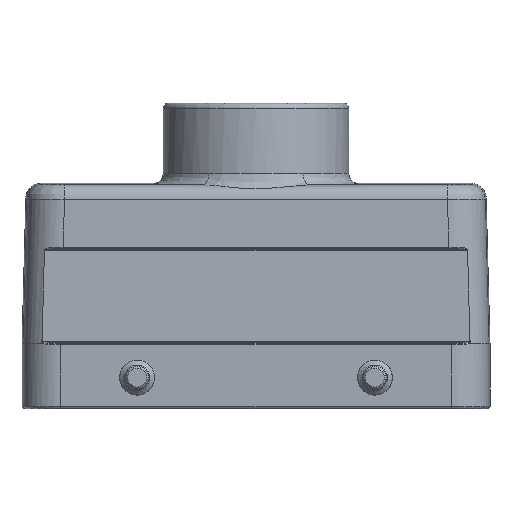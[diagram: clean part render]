
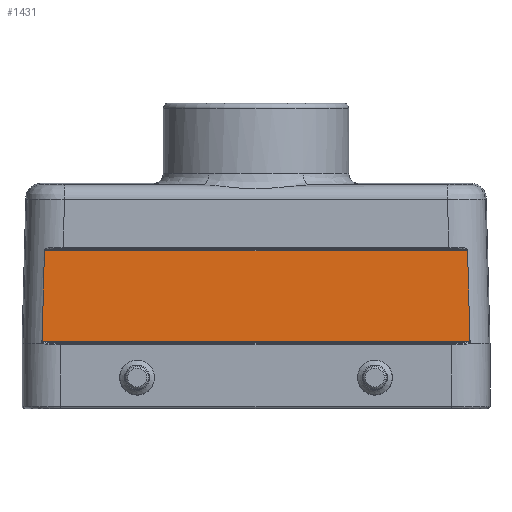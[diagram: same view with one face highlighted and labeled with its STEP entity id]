
A CAD part, front view. The second image highlights one B-rep face of the part: STEP entity #1431.
In plain terms, the highlighted planar face has unit normal (0, -1, 0.024).
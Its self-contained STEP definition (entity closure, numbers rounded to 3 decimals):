
#1133=FACE_OUTER_BOUND('',#2260,.T.);
#1431=ADVANCED_FACE('',(#1133),#1786,.T.);
#1786=PLANE('',#9700);
#2260=EDGE_LOOP('',(#2957,#2958,#2959,#2960,#2961,#2962,#2963,#2964));
#2957=ORIENTED_EDGE('',*,*,#5051,.T.);
#2958=ORIENTED_EDGE('',*,*,#5052,.T.);
#2959=ORIENTED_EDGE('',*,*,#5053,.F.);
#2960=ORIENTED_EDGE('',*,*,#5054,.T.);
#2961=ORIENTED_EDGE('',*,*,#5055,.T.);
#2962=ORIENTED_EDGE('',*,*,#5056,.T.);
#2963=ORIENTED_EDGE('',*,*,#5057,.F.);
#2964=ORIENTED_EDGE('',*,*,#5058,.T.);
#4528=VERTEX_POINT('',#14123);
#4529=VERTEX_POINT('',#14124);
#4530=VERTEX_POINT('',#14138);
#4531=VERTEX_POINT('',#14140);
#4532=VERTEX_POINT('',#14154);
#4533=VERTEX_POINT('',#14156);
#4534=VERTEX_POINT('',#14170);
#4535=VERTEX_POINT('',#14172);
#5051=EDGE_CURVE('',#4528,#4529,#7590,.T.);
#5052=EDGE_CURVE('',#4529,#4530,#6044,.T.);
#5053=EDGE_CURVE('',#4531,#4530,#7591,.T.);
#5054=EDGE_CURVE('',#4531,#4532,#6045,.T.);
#5055=EDGE_CURVE('',#4532,#4533,#7592,.T.);
#5056=EDGE_CURVE('',#4533,#4534,#6046,.T.);
#5057=EDGE_CURVE('',#4535,#4534,#7593,.T.);
#5058=EDGE_CURVE('',#4535,#4528,#6047,.T.);
#6044=B_SPLINE_CURVE_WITH_KNOTS('',3,(#14125,#14126,#14127,#14128,#14129,
#14130,#14131,#14132,#14133,#14134,#14135,#14136,#14137),.UNSPECIFIED.,
 .F.,.F.,(4,3,3,3,4),(0.,0.015,0.145,0.533,
1.),.UNSPECIFIED.);
#6045=B_SPLINE_CURVE_WITH_KNOTS('',3,(#14141,#14142,#14143,#14144,#14145,
#14146,#14147,#14148,#14149,#14150,#14151,#14152,#14153),.UNSPECIFIED.,
 .F.,.F.,(4,3,3,3,4),(0.,0.514,0.891,0.985,
1.),.UNSPECIFIED.);
#6046=B_SPLINE_CURVE_WITH_KNOTS('',3,(#14157,#14158,#14159,#14160,#14161,
#14162,#14163,#14164,#14165,#14166,#14167,#14168,#14169),.UNSPECIFIED.,
 .F.,.F.,(4,3,3,3,4),(0.,0.015,0.109,0.486,
1.),.UNSPECIFIED.);
#6047=B_SPLINE_CURVE_WITH_KNOTS('',3,(#14173,#14174,#14175,#14176,#14177,
#14178,#14179,#14180,#14181,#14182,#14183,#14184,#14185),.UNSPECIFIED.,
 .F.,.F.,(4,3,3,3,4),(0.,0.467,0.855,0.985,
1.),.UNSPECIFIED.);
#7590=LINE('',#14122,#8153);
#7591=LINE('',#14139,#8154);
#7592=LINE('',#14155,#8155);
#7593=LINE('',#14171,#8156);
#8153=VECTOR('',#10576,1.);
#8154=VECTOR('',#10577,1.);
#8155=VECTOR('',#10578,1.);
#8156=VECTOR('',#10579,1.);
#9700=AXIS2_PLACEMENT_3D('',#14186,#10580,#10581);
#10576=DIRECTION('',(-1.,0.,0.));
#10577=DIRECTION('',(0.026,0.024,0.999));
#10578=DIRECTION('',(1.,0.,0.));
#10579=DIRECTION('',(0.026,-0.024,-0.999));
#10580=DIRECTION('',(0.,-1.,0.024));
#10581=DIRECTION('',(0.,0.024,1.));
#14122=CARTESIAN_POINT('',(-42.264,-20.06,22.417));
#14123=CARTESIAN_POINT('',(42.189,-20.06,22.417));
#14124=CARTESIAN_POINT('',(-42.189,-20.06,22.417));
#14125=CARTESIAN_POINT('',(-42.189,-20.06,22.417));
#14126=CARTESIAN_POINT('',(-42.19,-20.06,22.416));
#14127=CARTESIAN_POINT('',(-42.191,-20.06,22.415));
#14128=CARTESIAN_POINT('',(-42.192,-20.06,22.414));
#14129=CARTESIAN_POINT('',(-42.199,-20.06,22.407));
#14130=CARTESIAN_POINT('',(-42.206,-20.06,22.399));
#14131=CARTESIAN_POINT('',(-42.212,-20.06,22.391));
#14132=CARTESIAN_POINT('',(-42.231,-20.061,22.368));
#14133=CARTESIAN_POINT('',(-42.246,-20.061,22.341));
#14134=CARTESIAN_POINT('',(-42.256,-20.062,22.312));
#14135=CARTESIAN_POINT('',(-42.269,-20.063,22.278));
#14136=CARTESIAN_POINT('',(-42.275,-20.064,22.241));
#14137=CARTESIAN_POINT('',(-42.276,-20.065,22.205));
#14138=CARTESIAN_POINT('',(-42.276,-20.065,22.205));
#14139=CARTESIAN_POINT('',(-42.752,-20.503,3.723));
#14140=CARTESIAN_POINT('',(-42.732,-20.485,4.492));
#14141=CARTESIAN_POINT('',(-42.732,-20.485,4.492));
#14142=CARTESIAN_POINT('',(-42.733,-20.485,4.452));
#14143=CARTESIAN_POINT('',(-42.728,-20.486,4.41));
#14144=CARTESIAN_POINT('',(-42.715,-20.487,4.372));
#14145=CARTESIAN_POINT('',(-42.706,-20.488,4.344));
#14146=CARTESIAN_POINT('',(-42.692,-20.489,4.316));
#14147=CARTESIAN_POINT('',(-42.674,-20.489,4.293));
#14148=CARTESIAN_POINT('',(-42.669,-20.489,4.287));
#14149=CARTESIAN_POINT('',(-42.664,-20.49,4.281));
#14150=CARTESIAN_POINT('',(-42.659,-20.49,4.275));
#14151=CARTESIAN_POINT('',(-42.658,-20.49,4.274));
#14152=CARTESIAN_POINT('',(-42.658,-20.49,4.274));
#14153=CARTESIAN_POINT('',(-42.657,-20.49,4.273));
#14154=CARTESIAN_POINT('',(-42.657,-20.49,4.273));
#14155=CARTESIAN_POINT('',(0.,-20.49,4.273));
#14156=CARTESIAN_POINT('',(42.657,-20.49,4.273));
#14157=CARTESIAN_POINT('',(42.657,-20.49,4.273));
#14158=CARTESIAN_POINT('',(42.658,-20.49,4.274));
#14159=CARTESIAN_POINT('',(42.658,-20.49,4.274));
#14160=CARTESIAN_POINT('',(42.659,-20.49,4.275));
#14161=CARTESIAN_POINT('',(42.664,-20.49,4.281));
#14162=CARTESIAN_POINT('',(42.669,-20.489,4.287));
#14163=CARTESIAN_POINT('',(42.674,-20.489,4.293));
#14164=CARTESIAN_POINT('',(42.692,-20.489,4.316));
#14165=CARTESIAN_POINT('',(42.706,-20.488,4.344));
#14166=CARTESIAN_POINT('',(42.715,-20.487,4.372));
#14167=CARTESIAN_POINT('',(42.728,-20.486,4.41));
#14168=CARTESIAN_POINT('',(42.733,-20.485,4.452));
#14169=CARTESIAN_POINT('',(42.732,-20.485,4.492));
#14170=CARTESIAN_POINT('',(42.732,-20.485,4.492));
#14171=CARTESIAN_POINT('',(42.752,-20.503,3.723));
#14172=CARTESIAN_POINT('',(42.276,-20.065,22.205));
#14173=CARTESIAN_POINT('',(42.276,-20.065,22.205));
#14174=CARTESIAN_POINT('',(42.275,-20.064,22.241));
#14175=CARTESIAN_POINT('',(42.269,-20.063,22.278));
#14176=CARTESIAN_POINT('',(42.256,-20.062,22.312));
#14177=CARTESIAN_POINT('',(42.246,-20.061,22.341));
#14178=CARTESIAN_POINT('',(42.231,-20.061,22.368));
#14179=CARTESIAN_POINT('',(42.212,-20.06,22.391));
#14180=CARTESIAN_POINT('',(42.206,-20.06,22.399));
#14181=CARTESIAN_POINT('',(42.199,-20.06,22.407));
#14182=CARTESIAN_POINT('',(42.192,-20.06,22.414));
#14183=CARTESIAN_POINT('',(42.191,-20.06,22.415));
#14184=CARTESIAN_POINT('',(42.19,-20.06,22.416));
#14185=CARTESIAN_POINT('',(42.189,-20.06,22.417));
#14186=CARTESIAN_POINT('',(-51.425,-20.053,22.674));
